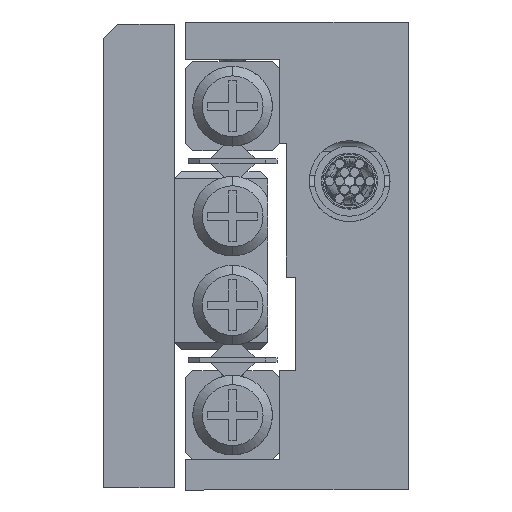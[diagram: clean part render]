
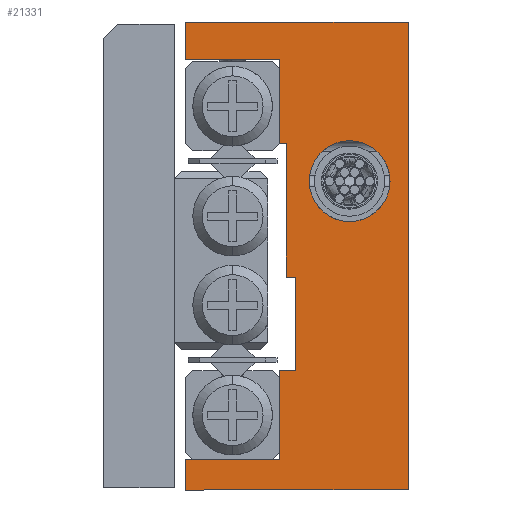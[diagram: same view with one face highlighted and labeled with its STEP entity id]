
A CAD part, left-side view. The second image highlights one B-rep face of the part: STEP entity #21331.
In plain terms, the highlighted planar face has unit normal (-1, 0, 0).
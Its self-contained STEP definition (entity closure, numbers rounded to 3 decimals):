
#550 = DIRECTION ( 'NONE',  ( 0., 0., 1. ) ) ;
#909 = EDGE_CURVE ( 'NONE', #12279, #66380, #37701, .T. ) ;
#968 = VECTOR ( 'NONE', #50774, 1000. ) ;
#2241 = DIRECTION ( 'NONE',  ( 0., 0., -1. ) ) ;
#2252 = DIRECTION ( 'NONE',  ( 0., -1., 0. ) ) ;
#3531 = CARTESIAN_POINT ( 'NONE',  ( -15., 2.5, 4.927 ) ) ;
#3704 = VERTEX_POINT ( 'NONE', #44363 ) ;
#3848 = VECTOR ( 'NONE', #16608, 1000. ) ;
#3916 = ORIENTED_EDGE ( 'NONE', *, *, #62631, .T. ) ;
#5027 = ORIENTED_EDGE ( 'NONE', *, *, #29630, .T. ) ;
#5338 = DIRECTION ( 'NONE',  ( 0., 0., 1. ) ) ;
#6881 = CARTESIAN_POINT ( 'NONE',  ( -15., 9.5, 8.4 ) ) ;
#7794 = LINE ( 'NONE', #38854, #12458 ) ;
#8591 = LINE ( 'NONE', #23797, #24424 ) ;
#9543 = CARTESIAN_POINT ( 'NONE',  ( -15., 5.5, -4.9 ) ) ;
#9639 = VERTEX_POINT ( 'NONE', #15112 ) ;
#11272 = ORIENTED_EDGE ( 'NONE', *, *, #15093, .F. ) ;
#12198 = EDGE_CURVE ( 'NONE', #47526, #9639, #66237, .T. ) ;
#12279 = VERTEX_POINT ( 'NONE', #63853 ) ;
#12458 = VECTOR ( 'NONE', #23668, 1000. ) ;
#12544 = LINE ( 'NONE', #59127, #45261 ) ;
#13943 = CARTESIAN_POINT ( 'NONE',  ( -15., 5.5, -10. ) ) ;
#14017 = VECTOR ( 'NONE', #54137, 1000. ) ;
#14145 = VERTEX_POINT ( 'NONE', #33121 ) ;
#14343 = LINE ( 'NONE', #15007, #968 ) ;
#14582 = AXIS2_PLACEMENT_3D ( 'NONE', #15470, #54693, #5338 ) ;
#15007 = CARTESIAN_POINT ( 'NONE',  ( -15., 5.5, -8.7 ) ) ;
#15093 = EDGE_CURVE ( 'NONE', #16346, #42116, #8591, .T. ) ;
#15112 = CARTESIAN_POINT ( 'NONE',  ( -15., 5.5, 4.8 ) ) ;
#15160 = VERTEX_POINT ( 'NONE', #3531 ) ;
#15165 = VERTEX_POINT ( 'NONE', #55807 ) ;
#15470 = CARTESIAN_POINT ( 'NONE',  ( -15., 2.5, 3.2 ) ) ;
#15471 = CARTESIAN_POINT ( 'NONE',  ( -15., 4.8, -10. ) ) ;
#15501 = ORIENTED_EDGE ( 'NONE', *, *, #59270, .T. ) ;
#15805 = LINE ( 'NONE', #15471, #47409 ) ;
#16098 = CARTESIAN_POINT ( 'NONE',  ( -15., 5.2, 4.8 ) ) ;
#16346 = VERTEX_POINT ( 'NONE', #38667 ) ;
#16608 = DIRECTION ( 'NONE',  ( 0., 1., 0. ) ) ;
#20071 = EDGE_CURVE ( 'NONE', #16346, #12279, #14343, .T. ) ;
#20361 = DIRECTION ( 'NONE',  ( 0., -1., 0. ) ) ;
#20592 = VECTOR ( 'NONE', #2241, 1000. ) ;
#20691 = EDGE_CURVE ( 'NONE', #15165, #15160, #50526, .T. ) ;
#20712 = LINE ( 'NONE', #56470, #45077 ) ;
#20764 = CARTESIAN_POINT ( 'NONE',  ( -15., 2.5, 3.2 ) ) ;
#20922 = VERTEX_POINT ( 'NONE', #6881 ) ;
#21331 = ADVANCED_FACE ( 'NONE', ( #45294, #40242 ), #39917, .F. ) ;
#22068 = ORIENTED_EDGE ( 'NONE', *, *, #37184, .T. ) ;
#22452 = EDGE_LOOP ( 'NONE', ( #23387, #45238, #11272, #30519, #53410, #22068, #5027, #52580, #15501, #3916, #45517, #32959, #56728, #62980 ) ) ;
#23387 = ORIENTED_EDGE ( 'NONE', *, *, #23415, .T. ) ;
#23415 = EDGE_CURVE ( 'NONE', #14145, #51021, #15805, .T. ) ;
#23511 = CARTESIAN_POINT ( 'NONE',  ( -15., 5.5, -10. ) ) ;
#23668 = DIRECTION ( 'NONE',  ( 0., 0., 1. ) ) ;
#23766 = CARTESIAN_POINT ( 'NONE',  ( -15., 5.5, -10. ) ) ;
#23797 = CARTESIAN_POINT ( 'NONE',  ( -15., 5.5, -10. ) ) ;
#24016 = DIRECTION ( 'NONE',  ( 0., -1., 0. ) ) ;
#24424 = VECTOR ( 'NONE', #55478, 1000. ) ;
#25396 = CIRCLE ( 'NONE', #14582, 1.727 ) ;
#29630 = EDGE_CURVE ( 'NONE', #52760, #29896, #7794, .T. ) ;
#29896 = VERTEX_POINT ( 'NONE', #38515 ) ;
#30519 = ORIENTED_EDGE ( 'NONE', *, *, #20071, .T. ) ;
#32665 = CARTESIAN_POINT ( 'NONE',  ( -15., 5.2, 4.8 ) ) ;
#32959 = ORIENTED_EDGE ( 'NONE', *, *, #12198, .F. ) ;
#33121 = CARTESIAN_POINT ( 'NONE',  ( -15., 4.8, -0.9 ) ) ;
#33570 = VERTEX_POINT ( 'NONE', #49689 ) ;
#34282 = DIRECTION ( 'NONE',  ( 0., -1., 0. ) ) ;
#34393 = AXIS2_PLACEMENT_3D ( 'NONE', #13943, #65913, #60514 ) ;
#35227 = CARTESIAN_POINT ( 'NONE',  ( -15., 9.5, -10. ) ) ;
#36917 = EDGE_CURVE ( 'NONE', #3704, #14145, #48809, .T. ) ;
#36937 = DIRECTION ( 'NONE',  ( -1., 0., 0. ) ) ;
#37157 = EDGE_CURVE ( 'NONE', #33570, #29896, #59287, .T. ) ;
#37184 = EDGE_CURVE ( 'NONE', #66380, #52760, #58637, .T. ) ;
#37701 = LINE ( 'NONE', #48799, #20592 ) ;
#38367 = EDGE_CURVE ( 'NONE', #42116, #51021, #43343, .T. ) ;
#38515 = CARTESIAN_POINT ( 'NONE',  ( -15., 0., 10. ) ) ;
#38667 = CARTESIAN_POINT ( 'NONE',  ( -15., 5.5, -8.7 ) ) ;
#38854 = CARTESIAN_POINT ( 'NONE',  ( -15., 0., -10. ) ) ;
#38956 = LINE ( 'NONE', #23766, #14017 ) ;
#39917 = PLANE ( 'NONE',  #34393 ) ;
#40242 = FACE_OUTER_BOUND ( 'NONE', #22452, .T. ) ;
#42116 = VERTEX_POINT ( 'NONE', #62515 ) ;
#42908 = CARTESIAN_POINT ( 'NONE',  ( -15., 4.8, -4.9 ) ) ;
#43343 = LINE ( 'NONE', #9543, #53697 ) ;
#44041 = EDGE_CURVE ( 'NONE', #9639, #66445, #38956, .T. ) ;
#44363 = CARTESIAN_POINT ( 'NONE',  ( -15., 5.2, -0.9 ) ) ;
#44417 = CARTESIAN_POINT ( 'NONE',  ( -15., 5.5, 10. ) ) ;
#45069 = DIRECTION ( 'NONE',  ( 0., -1., 0. ) ) ;
#45077 = VECTOR ( 'NONE', #52395, 1000. ) ;
#45238 = ORIENTED_EDGE ( 'NONE', *, *, #38367, .F. ) ;
#45261 = VECTOR ( 'NONE', #24016, 1000. ) ;
#45294 = FACE_BOUND ( 'NONE', #48686, .T. ) ;
#45517 = ORIENTED_EDGE ( 'NONE', *, *, #44041, .F. ) ;
#46086 = VECTOR ( 'NONE', #45069, 1000. ) ;
#46512 = ORIENTED_EDGE ( 'NONE', *, *, #20691, .F. ) ;
#47312 = AXIS2_PLACEMENT_3D ( 'NONE', #20764, #36937, #56523 ) ;
#47409 = VECTOR ( 'NONE', #63289, 1000. ) ;
#47526 = VERTEX_POINT ( 'NONE', #32665 ) ;
#48686 = EDGE_LOOP ( 'NONE', ( #64087, #46512 ) ) ;
#48799 = CARTESIAN_POINT ( 'NONE',  ( -15., 9.5, -10. ) ) ;
#48809 = LINE ( 'NONE', #65042, #49312 ) ;
#49312 = VECTOR ( 'NONE', #2252, 1000. ) ;
#49689 = CARTESIAN_POINT ( 'NONE',  ( -15., 9.5, 10. ) ) ;
#50526 = CIRCLE ( 'NONE', #47312, 1.727 ) ;
#50774 = DIRECTION ( 'NONE',  ( 0., 1., 0. ) ) ;
#51021 = VERTEX_POINT ( 'NONE', #42908 ) ;
#51487 = EDGE_CURVE ( 'NONE', #15160, #15165, #25396, .T. ) ;
#51500 = VECTOR ( 'NONE', #34282, 1000. ) ;
#51854 = CARTESIAN_POINT ( 'NONE',  ( -15., 0., -10. ) ) ;
#52395 = DIRECTION ( 'NONE',  ( 0., 0., -1. ) ) ;
#52483 = EDGE_CURVE ( 'NONE', #3704, #47526, #54084, .T. ) ;
#52580 = ORIENTED_EDGE ( 'NONE', *, *, #37157, .F. ) ;
#52760 = VERTEX_POINT ( 'NONE', #51854 ) ;
#53030 = CARTESIAN_POINT ( 'NONE',  ( -15., 5.5, 4.8 ) ) ;
#53410 = ORIENTED_EDGE ( 'NONE', *, *, #909, .T. ) ;
#53697 = VECTOR ( 'NONE', #20361, 1000. ) ;
#54084 = LINE ( 'NONE', #16098, #59756 ) ;
#54137 = DIRECTION ( 'NONE',  ( 0., 0., 1. ) ) ;
#54693 = DIRECTION ( 'NONE',  ( -1., 0., 0. ) ) ;
#55478 = DIRECTION ( 'NONE',  ( 0., 0., 1. ) ) ;
#55807 = CARTESIAN_POINT ( 'NONE',  ( -15., 2.5, 1.473 ) ) ;
#56470 = CARTESIAN_POINT ( 'NONE',  ( -15., 9.5, 10. ) ) ;
#56523 = DIRECTION ( 'NONE',  ( 0., 0., 1. ) ) ;
#56728 = ORIENTED_EDGE ( 'NONE', *, *, #52483, .F. ) ;
#58637 = LINE ( 'NONE', #23511, #46086 ) ;
#59127 = CARTESIAN_POINT ( 'NONE',  ( -15., 5.5, 8.4 ) ) ;
#59270 = EDGE_CURVE ( 'NONE', #33570, #20922, #20712, .T. ) ;
#59287 = LINE ( 'NONE', #44417, #51500 ) ;
#59756 = VECTOR ( 'NONE', #550, 1000. ) ;
#60514 = DIRECTION ( 'NONE',  ( 0., 0., -1. ) ) ;
#62515 = CARTESIAN_POINT ( 'NONE',  ( -15., 5.5, -4.9 ) ) ;
#62631 = EDGE_CURVE ( 'NONE', #20922, #66445, #12544, .T. ) ;
#62980 = ORIENTED_EDGE ( 'NONE', *, *, #36917, .T. ) ;
#63289 = DIRECTION ( 'NONE',  ( 0., 0., -1. ) ) ;
#63853 = CARTESIAN_POINT ( 'NONE',  ( -15., 9.5, -8.7 ) ) ;
#64087 = ORIENTED_EDGE ( 'NONE', *, *, #51487, .F. ) ;
#65042 = CARTESIAN_POINT ( 'NONE',  ( -15., 5.5, -0.9 ) ) ;
#65913 = DIRECTION ( 'NONE',  ( 1., 0., 0. ) ) ;
#66237 = LINE ( 'NONE', #53030, #3848 ) ;
#66380 = VERTEX_POINT ( 'NONE', #35227 ) ;
#66445 = VERTEX_POINT ( 'NONE', #66647 ) ;
#66647 = CARTESIAN_POINT ( 'NONE',  ( -15., 5.5, 8.4 ) ) ;
